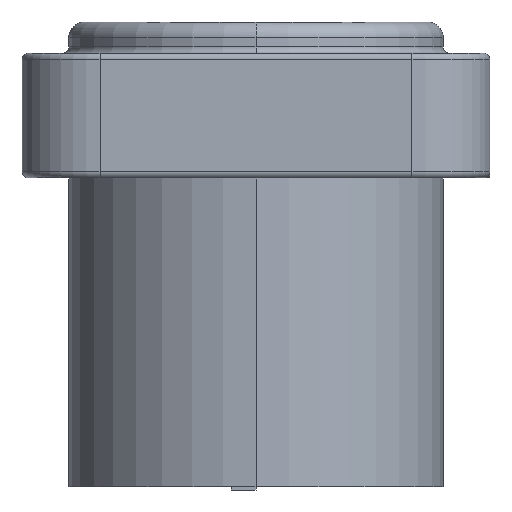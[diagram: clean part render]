
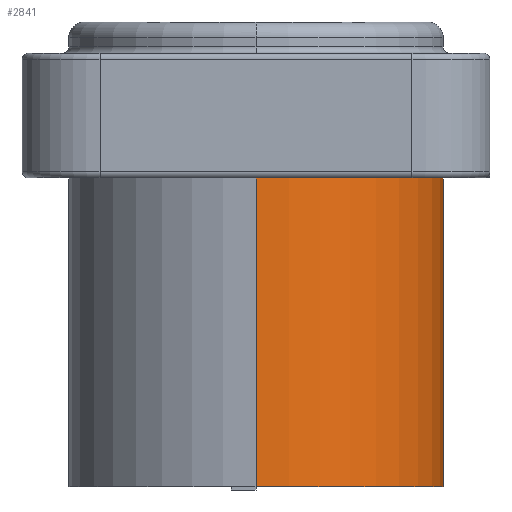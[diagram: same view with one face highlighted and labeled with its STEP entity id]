
A CAD part, left-side view. The second image highlights one B-rep face of the part: STEP entity #2841.
In plain terms, the highlighted cylindrical face has radius 6 mm (diameter 12 mm), a partial arc.
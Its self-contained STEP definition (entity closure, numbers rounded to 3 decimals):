
#141 = CARTESIAN_POINT ( 'NONE',  ( -4.25, -6., -11. ) ) ;
#400 = FACE_OUTER_BOUND ( 'NONE', #3753, .T. ) ;
#493 = CARTESIAN_POINT ( 'NONE',  ( -4.25, -6., -4. ) ) ;
#592 = VECTOR ( 'NONE', #2202, 1000. ) ;
#606 = CARTESIAN_POINT ( 'NONE',  ( -10.25, 0., -4. ) ) ;
#785 = CARTESIAN_POINT ( 'NONE',  ( -4.25, -6., -13.9 ) ) ;
#1575 = DIRECTION ( 'NONE',  ( -1., 0., 0. ) ) ;
#1878 = AXIS2_PLACEMENT_3D ( 'NONE', #2731, #5170, #2340 ) ;
#1884 = AXIS2_PLACEMENT_3D ( 'NONE', #3923, #4739, #1575 ) ;
#1989 = CYLINDRICAL_SURFACE ( 'NONE', #1878, 6. ) ;
#2063 = CARTESIAN_POINT ( 'NONE',  ( -10.25, 0., -13.9 ) ) ;
#2065 = EDGE_CURVE ( 'NONE', #3267, #2808, #2577, .T. ) ;
#2166 = CARTESIAN_POINT ( 'NONE',  ( -4.25, 0., -13.9 ) ) ;
#2202 = DIRECTION ( 'NONE',  ( 0., 0., -1. ) ) ;
#2317 = EDGE_CURVE ( 'NONE', #4615, #4381, #2600, .T. ) ;
#2340 = DIRECTION ( 'NONE',  ( -1., 0., 0. ) ) ;
#2499 = CIRCLE ( 'NONE', #3342, 6. ) ;
#2539 = DIRECTION ( 'NONE',  ( -1., 0., 0. ) ) ;
#2577 = LINE ( 'NONE', #141, #3025 ) ;
#2600 = LINE ( 'NONE', #606, #592 ) ;
#2731 = CARTESIAN_POINT ( 'NONE',  ( -4.25, 0., -4. ) ) ;
#2808 = VERTEX_POINT ( 'NONE', #785 ) ;
#2841 = ADVANCED_FACE ( 'NONE', ( #400 ), #1989, .T. ) ;
#3025 = VECTOR ( 'NONE', #4922, 1000. ) ;
#3267 = VERTEX_POINT ( 'NONE', #493 ) ;
#3342 = AXIS2_PLACEMENT_3D ( 'NONE', #2166, #3748, #2539 ) ;
#3573 = ORIENTED_EDGE ( 'NONE', *, *, #2317, .T. ) ;
#3748 = DIRECTION ( 'NONE',  ( 0., 0., -1. ) ) ;
#3753 = EDGE_LOOP ( 'NONE', ( #3957, #3573, #3791, #4446 ) ) ;
#3791 = ORIENTED_EDGE ( 'NONE', *, *, #5016, .F. ) ;
#3923 = CARTESIAN_POINT ( 'NONE',  ( -4.25, 0., -4. ) ) ;
#3957 = ORIENTED_EDGE ( 'NONE', *, *, #4565, .F. ) ;
#4381 = VERTEX_POINT ( 'NONE', #2063 ) ;
#4446 = ORIENTED_EDGE ( 'NONE', *, *, #2065, .F. ) ;
#4565 = EDGE_CURVE ( 'NONE', #4615, #3267, #4688, .T. ) ;
#4615 = VERTEX_POINT ( 'NONE', #4814 ) ;
#4688 = CIRCLE ( 'NONE', #1884, 6. ) ;
#4739 = DIRECTION ( 'NONE',  ( 0., 0., 1. ) ) ;
#4814 = CARTESIAN_POINT ( 'NONE',  ( -10.25, 0., -4. ) ) ;
#4922 = DIRECTION ( 'NONE',  ( 0., 0., -1. ) ) ;
#5016 = EDGE_CURVE ( 'NONE', #2808, #4381, #2499, .T. ) ;
#5170 = DIRECTION ( 'NONE',  ( 0., 0., -1. ) ) ;
